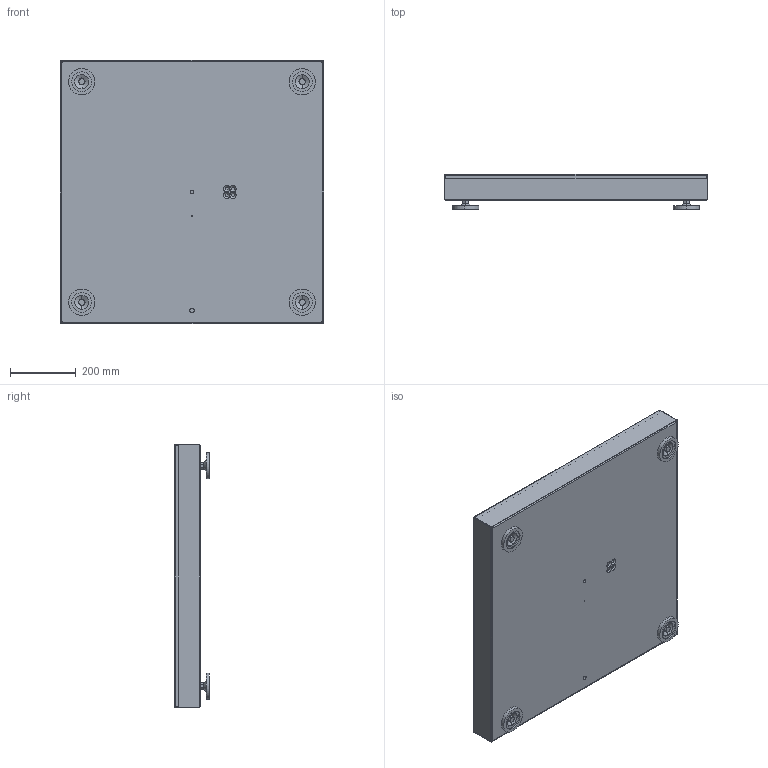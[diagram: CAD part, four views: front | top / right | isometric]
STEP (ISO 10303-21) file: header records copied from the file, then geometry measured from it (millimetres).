
FILE_DESCRIPTION (( 'STEP AP214' ), '1' );
FILE_NAME ('AA-800x800x105.STEP', '2022-11-23T02:03:03', ( '' ), ( '' ), 'SwSTEP 2.0', 'SolidWorks 2022', '' );
FILE_SCHEMA (( 'AUTOMOTIVE_DESIGN' ));
Length unit declared in the file: millimetre
Products named in the file (8): AA-790x790下板; continuous thread hexagon head bolt_a_jis_JIS B 1180 Continuous thread hexagon head bolt A M12 x 45 --N; M12腳座; AA-794x794上板; AA-800x800上蓋; hexagon nut style 1_ab_jis_JIS B 1181 Hexagon nut - style 1 A M12 - W --N; AA-800x800x105
Assembly tree (10 placements, depth 3):
  AA-800x800x105
    AA-790x790下板
    M12腳座  x4
      M12腳座
      continuous thread hexagon head bolt_a_jis_JIS B 1180 Continuous thread hexagon head bolt A M12 x 45 --N
      hexagon nut style 1_ab_jis_JIS B 1181 Hexagon nut - style 1 A M12 - W --N
    AA-794x794上板
    AA-800x800上蓋
Bounding box: 800 x 105.3 x 800 mm (x, y, z)
Volume: 13998399.7 mm3; surface area: 4402897.6 mm2
Topology: 15 solids, 15 shells, 399 faces, 888 edges, 524 vertices
Faces by surface type: plane 161, cylinder 122, cone 104, torus 8, sphere 4
Entity records: 5690 total; most frequent: CARTESIAN_POINT 1003, DIRECTION 950, ORIENTED_EDGE 820, EDGE_CURVE 410, AXIS2_PLACEMENT_3D 383, VERTEX_POINT 248, EDGE_LOOP 206, CIRCLE 198
